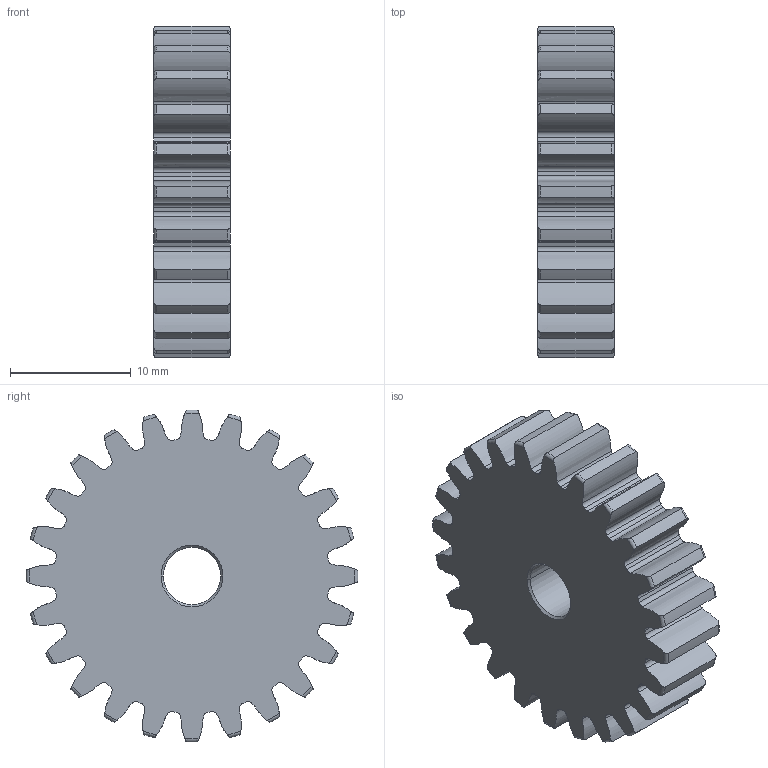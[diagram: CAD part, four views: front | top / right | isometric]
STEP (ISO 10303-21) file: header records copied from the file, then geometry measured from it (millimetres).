
FILE_DESCRIPTION((''),'2;1');
FILE_NAME('A_1B_1-N24024','2017-10-28T',('SYSTEM'),(''),'PRO/ENGINEER BY PARAMETRIC TECHNOLOGY CORPORATION, 2016360','PRO/ENGINEER BY PARAMETRIC TECHNOLOGY CORPORATION, 2016360','');
FILE_SCHEMA(('AUTOMOTIVE_DESIGN { 1 0 10303 214 1 1 1 1 }'));
Length unit declared in the file: inch
Products named in the file (1): A_1B_1-N24024
Bounding box: 6.35 x 27.51 x 27.51 mm (x, y, z)
Volume: 3058.9 mm3; surface area: 2068.9 mm2
Topology: 1 solids, 1 shells, 200 faces, 590 edges, 392 vertices
Faces by surface type: cylinder 98, torus 48, extrusion 48, cone 4, plane 2
Entity records: 9949 total; most frequent: CARTESIAN_POINT 4286, ORIENTED_EDGE 1180, DIRECTION 998, EDGE_CURVE 590, AXIS2_PLACEMENT_3D 400, VERTEX_POINT 392, CIRCLE 248, B_SPLINE_CURVE_WITH_KNOTS 240
